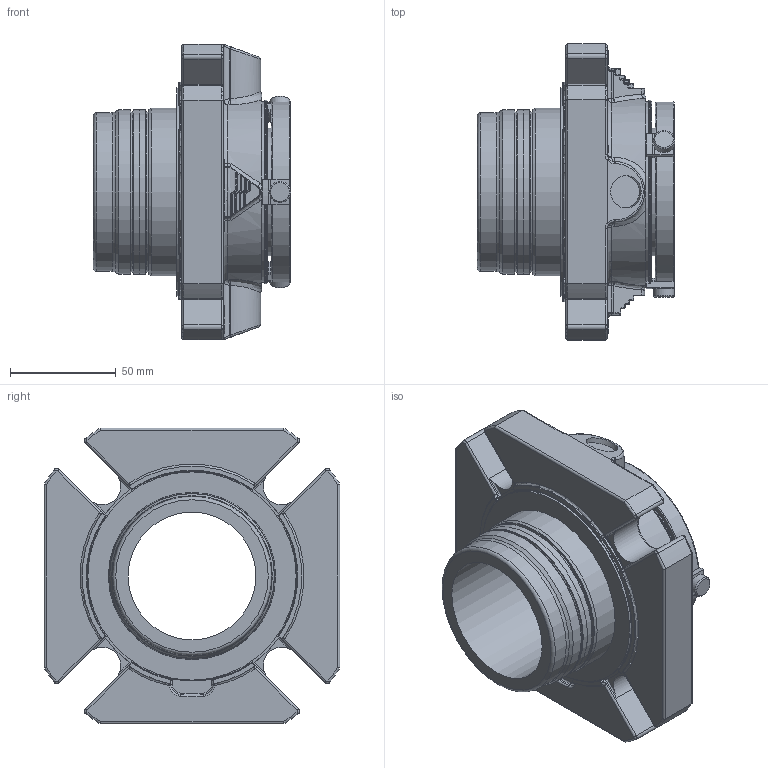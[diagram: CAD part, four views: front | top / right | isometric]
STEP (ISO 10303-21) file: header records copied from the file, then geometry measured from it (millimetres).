
FILE_DESCRIPTION(/* description */ ('Unknown'),/* implementation_level */ '2;1');
FILE_NAME(/* name */ '2.375',/* time_stamp */ '2023-01-30T14:05:22+00:00',/* author */ ('Unknown'),/* organization */ ('Unknown'),/* preprocessor_version */ 'ST-DEVELOPER v16.7',/* originating_system */ 'Solid Edge',/* authorisation */ 'Unknown');
FILE_SCHEMA (('AUTOMOTIVE_DESIGN {1 0 10303 214 3 1 1}'));
Length unit declared in the file: millimetre
Products named in the file (1): 2.375
Bounding box: 93.15 x 139.7 x 139.7 mm (x, y, z)
Volume: 466964.3 mm3; surface area: 94601.1 mm2
Topology: 1 solids, 1 shells, 1044 faces, 2756 edges, 1713 vertices
Faces by surface type: cylinder 376, plane 304, bspline 171, torus 129, sphere 35, cone 29
Full cylindrical faces by diameter (mm): 4.837 x2, 9.99 x3, 15.342 x2, 60.325 x1, 60.366 x1, 62.65 x1, 75.083 x1, 75.743 x2, 77.773 x2, 77.824 x1, 79.017 x1, 85.217 x2, 86.741 x1, 95.459 x1, 98.401 x1, 98.403 x1, 98.809 x1, 99.162 x1
Entity records: 35578 total; most frequent: CARTESIAN_POINT 10992, ORIENTED_EDGE 5302, DIRECTION 4904, EDGE_CURVE 2651, AXIS2_PLACEMENT_3D 1878, VERTEX_POINT 1682, EDGE_LOOP 1163, FACE_BOUND 1163
